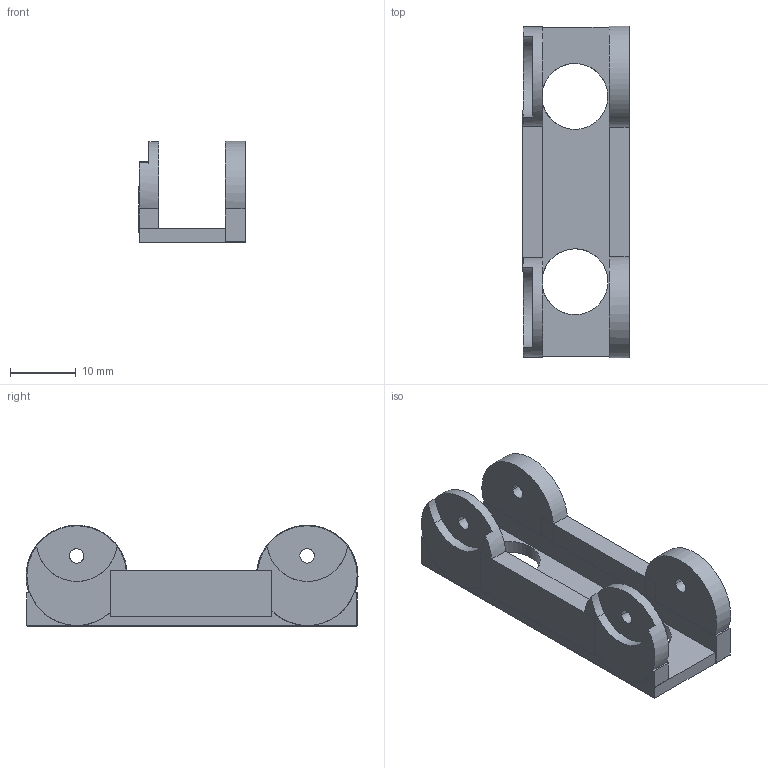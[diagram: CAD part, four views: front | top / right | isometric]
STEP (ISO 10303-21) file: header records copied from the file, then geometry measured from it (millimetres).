
FILE_DESCRIPTION(/* description */ (''),/* implementation_level */ '2;1');
FILE_NAME(/* name */ 'oreilles-2',/* time_stamp */ '2021-03-02T23:16:30+01:00',/* author */ (''),/* organization */ (''),/* preprocessor_version */ 'ST-DEVELOPER v15',/* originating_system */ '',/* authorisation */ '');
FILE_SCHEMA (('AUTOMOTIVE_DESIGN'));
Length unit declared in the file: centimetre
Products named in the file (1): Document
Bounding box: 16.15 x 50.41 x 15.4 mm (x, y, z)
Volume: 3880.3 mm3; surface area: 3853 mm2
Topology: 1 solids, 1 shells, 84 faces, 239 edges, 157 vertices
Faces by surface type: plane 56, bspline 28
Entity records: 2700 total; most frequent: CARTESIAN_POINT 1252, ORIENTED_EDGE 478, EDGE_CURVE 239, VERTEX_POINT 157, B_SPLINE_CURVE_WITH_KNOTS 111, EDGE_LOOP 96, ADVANCED_FACE 84, FACE_OUTER_BOUND 84
